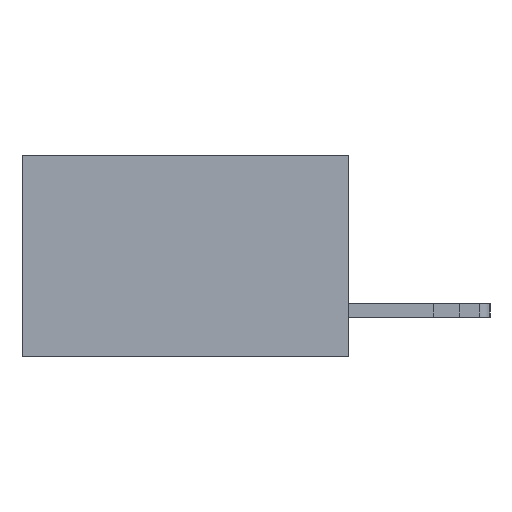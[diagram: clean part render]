
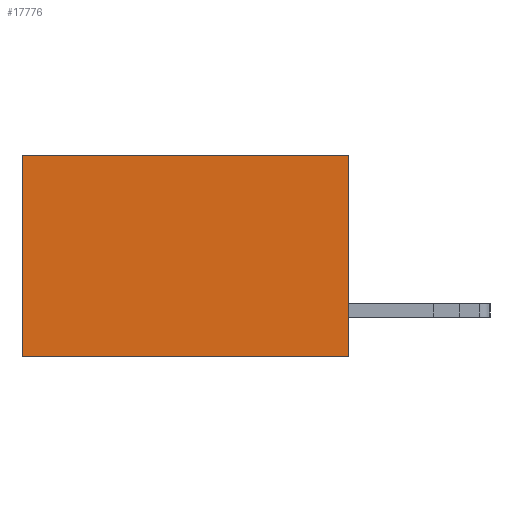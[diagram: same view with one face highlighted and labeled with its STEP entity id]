
A CAD part, left-side view. The second image highlights one B-rep face of the part: STEP entity #17776.
In plain terms, the highlighted planar face has unit normal (-1, 0, 0).
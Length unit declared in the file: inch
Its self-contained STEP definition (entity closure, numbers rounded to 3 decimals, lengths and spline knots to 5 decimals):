
#518 = EDGE_CURVE ( 'NONE', #764, #7623, #20897, .T. ) ;
#764 = VERTEX_POINT ( 'NONE', #13209 ) ;
#954 = EDGE_CURVE ( 'NONE', #22207, #3219, #5366, .T. ) ;
#1000 = CARTESIAN_POINT ( 'NONE',  ( 0.298, 0., -0.37 ) ) ;
#1024 = VECTOR ( 'NONE', #7473, 39.37008 ) ;
#1048 = AXIS2_PLACEMENT_3D ( 'NONE', #20461, #14882, #3699 ) ;
#2201 = ORIENTED_EDGE ( 'NONE', *, *, #12541, .T. ) ;
#3127 = DIRECTION ( 'NONE',  ( 0., 1., 0. ) ) ;
#3219 = VERTEX_POINT ( 'NONE', #22515 ) ;
#3476 = DIRECTION ( 'NONE',  ( 0., 1., 0. ) ) ;
#3699 = DIRECTION ( 'NONE',  ( 0., 0., -1. ) ) ;
#5200 = CARTESIAN_POINT ( 'NONE',  ( 0.298, 0.6, -0.37 ) ) ;
#5366 = LINE ( 'NONE', #20426, #9751 ) ;
#6295 = ORIENTED_EDGE ( 'NONE', *, *, #7649, .F. ) ;
#6346 = FACE_OUTER_BOUND ( 'NONE', #11408, .T. ) ;
#7473 = DIRECTION ( 'NONE',  ( 0., 0., -1. ) ) ;
#7623 = VERTEX_POINT ( 'NONE', #5200 ) ;
#7649 = EDGE_CURVE ( 'NONE', #3219, #7623, #23313, .T. ) ;
#8001 = DIRECTION ( 'NONE',  ( 0., 0., -1. ) ) ;
#9404 = ORIENTED_EDGE ( 'NONE', *, *, #518, .T. ) ;
#9751 = VECTOR ( 'NONE', #8001, 39.37008 ) ;
#11080 = CARTESIAN_POINT ( 'NONE',  ( 0.298, 0.6, 0. ) ) ;
#11408 = EDGE_LOOP ( 'NONE', ( #9404, #6295, #18658, #2201 ) ) ;
#12541 = EDGE_CURVE ( 'NONE', #22207, #764, #23742, .T. ) ;
#12801 = CARTESIAN_POINT ( 'NONE',  ( 0.298, 0., 0. ) ) ;
#12867 = VECTOR ( 'NONE', #3127, 39.37008 ) ;
#13209 = CARTESIAN_POINT ( 'NONE',  ( 0.298, 0.6, 0. ) ) ;
#14882 = DIRECTION ( 'NONE',  ( 1., 0., 0. ) ) ;
#16709 = PLANE ( 'NONE',  #1048 ) ;
#17776 = ADVANCED_FACE ( 'NONE', ( #6346 ), #16709, .F. ) ;
#18658 = ORIENTED_EDGE ( 'NONE', *, *, #954, .F. ) ;
#20426 = CARTESIAN_POINT ( 'NONE',  ( 0.298, 0., 0. ) ) ;
#20461 = CARTESIAN_POINT ( 'NONE',  ( 0.298, 0., 0. ) ) ;
#20834 = CARTESIAN_POINT ( 'NONE',  ( 0.298, 0., 0. ) ) ;
#20897 = LINE ( 'NONE', #11080, #1024 ) ;
#22207 = VERTEX_POINT ( 'NONE', #20834 ) ;
#22515 = CARTESIAN_POINT ( 'NONE',  ( 0.298, 0., -0.37 ) ) ;
#23177 = VECTOR ( 'NONE', #3476, 39.37008 ) ;
#23313 = LINE ( 'NONE', #1000, #12867 ) ;
#23742 = LINE ( 'NONE', #12801, #23177 ) ;
